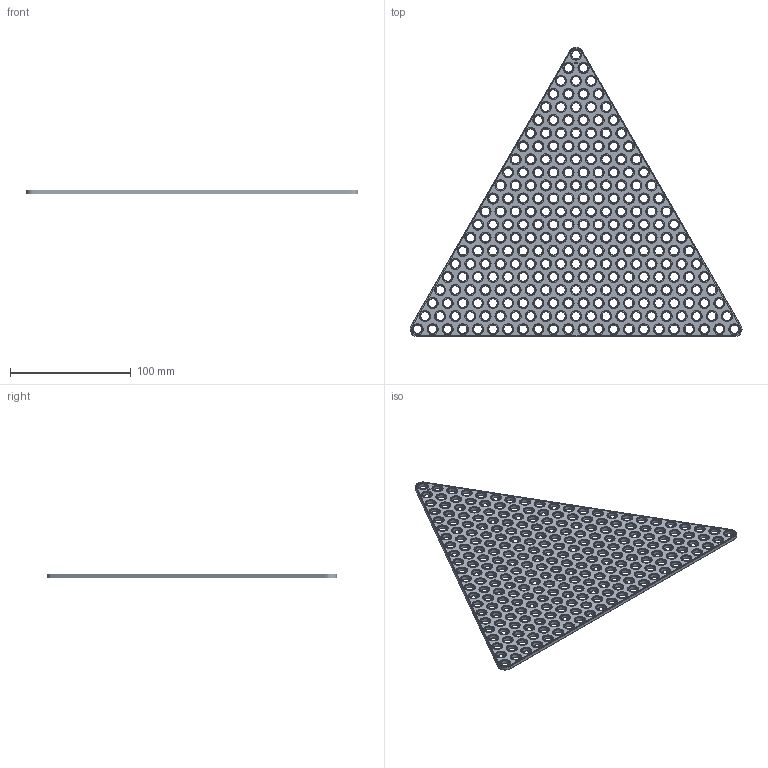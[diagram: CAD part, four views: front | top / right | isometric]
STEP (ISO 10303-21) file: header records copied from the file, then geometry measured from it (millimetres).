
FILE_DESCRIPTION(('FreeCAD Model'),'2;1');
FILE_NAME('Open CASCADE Shape Model','2024-01-31T13:02:23',(''),(''), 'Open CASCADE STEP processor 7.6','FreeCAD','Unknown');
FILE_SCHEMA(('AUTOMOTIVE_DESIGN { 1 0 10303 214 1 1 1 1 }'));
Products named in the file (1): Plate TRI CRNR BU22x00.25 - SPN-PLT-0033 (stemfie.org)
Bounding box: 275 x 239.83 x 3.12 mm (x, y, z)
Volume: 74558.1 mm3; surface area: 69701.4 mm2
Topology: 1 solids, 1 shells, 1779 faces, 3958 edges, 2466 vertices
Faces by surface type: plane 573, cylinder 512, cone 512, extrusion 182
Full cylindrical faces by diameter (mm): 7 x253, 9.2 x253
Entity records: 104509 total; most frequent: CARTESIAN_POINT 22495, DIRECTION 15372, VECTOR 8586, LINE 8404, ORIENTED_EDGE 7916, PCURVE 7916, DEFINITIONAL_REPRESENTATION 7916, EDGE_CURVE 3958
